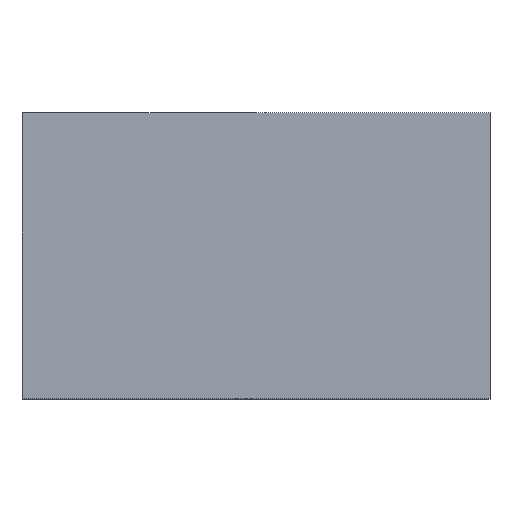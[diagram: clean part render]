
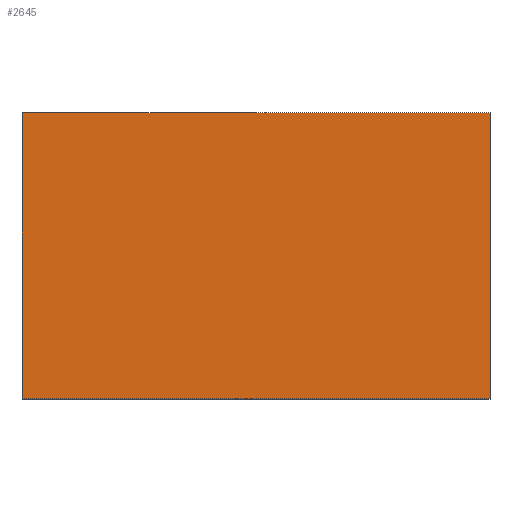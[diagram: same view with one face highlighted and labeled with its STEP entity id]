
A CAD part, top view. The second image highlights one B-rep face of the part: STEP entity #2645.
In plain terms, the highlighted planar face has unit normal (0, 0, 1).
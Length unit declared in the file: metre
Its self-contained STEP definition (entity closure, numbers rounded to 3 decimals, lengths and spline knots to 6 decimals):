
#274=LINE('',#4839,#499);
#284=LINE('',#4856,#509);
#285=LINE('',#4858,#510);
#286=LINE('',#4859,#511);
#499=VECTOR('',#3138,1.);
#509=VECTOR('',#3150,1.);
#510=VECTOR('',#3153,1.);
#511=VECTOR('',#3154,1.);
#593=PLANE('',#2746);
#1090=ORIENTED_EDGE('',*,*,#1374,.T.);
#1091=ORIENTED_EDGE('',*,*,#1385,.F.);
#1092=ORIENTED_EDGE('',*,*,#1384,.F.);
#1093=ORIENTED_EDGE('',*,*,#1386,.T.);
#1374=EDGE_CURVE('',#1561,#1559,#274,.T.);
#1384=EDGE_CURVE('',#1566,#1563,#284,.T.);
#1385=EDGE_CURVE('',#1563,#1559,#285,.T.);
#1386=EDGE_CURVE('',#1566,#1561,#286,.T.);
#1559=VERTEX_POINT('',#4837);
#1561=VERTEX_POINT('',#4840);
#1563=VERTEX_POINT('',#4848);
#1566=VERTEX_POINT('',#4855);
#1687=EDGE_LOOP('',(#1090,#1091,#1092,#1093));
#1808=FACE_BOUND('',#1687,.T.);
#2645=ADVANCED_FACE('',(#1808),#593,.F.);
#2746=AXIS2_PLACEMENT_3D('',#4857,#3151,#3152);
#3138=DIRECTION('',(-1.,0.,0.));
#3150=DIRECTION('',(-1.,0.,0.));
#3151=DIRECTION('',(0.,0.,-1.));
#3152=DIRECTION('',(1.,0.,0.));
#3153=DIRECTION('',(0.,1.,0.));
#3154=DIRECTION('',(0.,1.,0.));
#4837=CARTESIAN_POINT('',(-0.009,0.0055,0.00935));
#4839=CARTESIAN_POINT('',(0.009,0.0055,0.00935));
#4840=CARTESIAN_POINT('',(0.009,0.0055,0.00935));
#4848=CARTESIAN_POINT('',(-0.009,-0.0055,0.00935));
#4855=CARTESIAN_POINT('',(0.009,-0.0055,0.00935));
#4856=CARTESIAN_POINT('',(0.009,-0.0055,0.00935));
#4857=CARTESIAN_POINT('',(0.009,-0.005,0.00935));
#4858=CARTESIAN_POINT('',(-0.009,-0.005,0.00935));
#4859=CARTESIAN_POINT('',(0.009,-0.005,0.00935));
